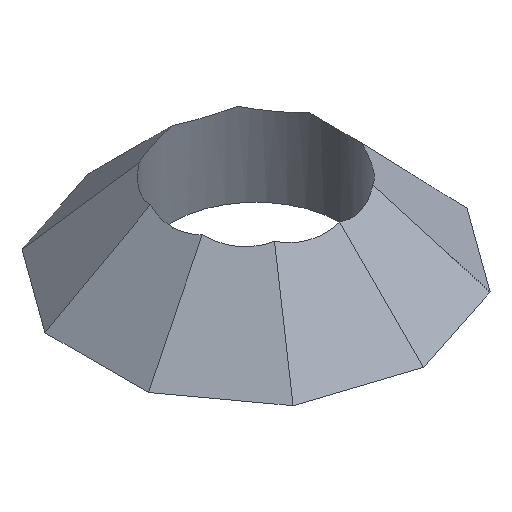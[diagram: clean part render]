
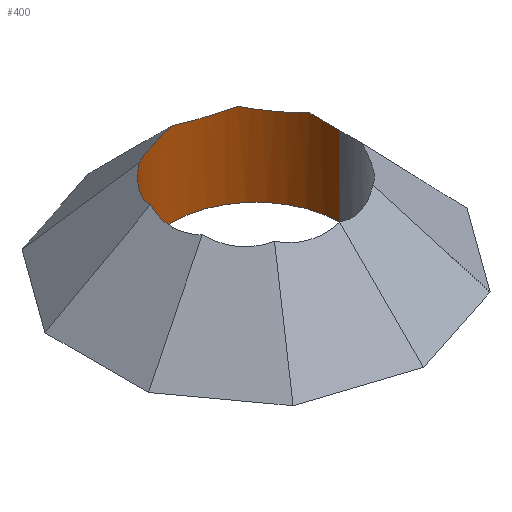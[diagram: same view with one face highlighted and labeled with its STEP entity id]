
A CAD part, isometric view. The second image highlights one B-rep face of the part: STEP entity #400.
In plain terms, the highlighted cylindrical face has radius 5 mm (diameter 10 mm), a partial arc.
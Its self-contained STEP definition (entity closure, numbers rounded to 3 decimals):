
#138=CARTESIAN_POINT('POINT11',(-5.,0.,
   -5.));
#139=VERTEX_POINT('VERTEX11',#138);
#140=CARTESIAN_POINT('POINT12',(5.,0.,
   -5.));
#141=VERTEX_POINT('VERTEX12',#140);
#142=CARTESIAN_POINT('POS18',(0.,0.,-5.));
#143=DIRECTION('DIR26',(0.,0.,1.));
#144=DIRECTION('DIR27',(1.,0.,0.));
#145=AXIS2_PLACEMENT_3D('AXIS9',#142,#143,#144);
#146=CIRCLE('ELLIPSE5',#145,5.);
#149=EDGE_CURVE('EDGE15',#141,#139,#146,.T.);
#211=CARTESIAN_POINT('POINT18',(-5.,0.,
   -0.257));
#212=VERTEX_POINT('VERTEX18',#211);
#213=CARTESIAN_POINT('POS26',(0.,0.,5.));
#214=DIRECTION('DIR36',(0.725,0.,
   -0.689));
#215=DIRECTION('DIR37',(0.689,0.,
   0.725));
#216=AXIS2_PLACEMENT_3D('AXIS11',#213,#214,#215);
#217=ELLIPSE('ELLIPSE6',#216,7.255,5.);
#220=CARTESIAN_POINT('POINT19',(-4.755,
   1.545,0.));
#221=VERTEX_POINT('VERTEX19',#220);
#222=EDGE_CURVE('EDGE23',#212,#221,#217,.T.);
#240=CARTESIAN_POINT('POINT20',(-2.939,
   4.045,0.));
#241=VERTEX_POINT('VERTEX20',#240);
#242=CARTESIAN_POINT('POS29',(0.,0.,5.));
#243=DIRECTION('DIR41',(0.586,-0.426,
   -0.689));
#244=DIRECTION('DIR42',(0.558,-0.405,
   0.725));
#245=AXIS2_PLACEMENT_3D('AXIS13',#242,#243,#244);
#246=ELLIPSE('ELLIPSE7',#245,7.255,5.);
#247=EDGE_CURVE('EDGE25',#221,#241,#246,.T.);
#265=CARTESIAN_POINT('POINT21',(0.,5.,0.
   ));
#266=VERTEX_POINT('VERTEX21',#265);
#267=CARTESIAN_POINT('POS32',(0.,0.,5.));
#268=DIRECTION('DIR46',(0.224,-0.689,
   -0.689));
#269=DIRECTION('DIR47',(0.213,-0.655,
   0.725));
#270=AXIS2_PLACEMENT_3D('AXIS15',#267,#268,#269);
#271=ELLIPSE('ELLIPSE8',#270,7.255,5.);
#272=EDGE_CURVE('EDGE27',#241,#266,#271,.T.);
#290=CARTESIAN_POINT('POINT22',(2.939,
   4.045,0.));
#291=VERTEX_POINT('VERTEX22',#290);
#292=CARTESIAN_POINT('POS35',(0.,0.,5.));
#293=DIRECTION('DIR51',(-0.224,-0.689,
   -0.689));
#294=DIRECTION('DIR52',(0.213,0.655,
   -0.725));
#295=AXIS2_PLACEMENT_3D('AXIS17',#292,#293,#294);
#296=ELLIPSE('ELLIPSE9',#295,7.255,5.);
#297=EDGE_CURVE('EDGE29',#266,#291,#296,.T.);
#315=CARTESIAN_POINT('POINT23',(4.755,
   1.545,0.));
#316=VERTEX_POINT('VERTEX23',#315);
#317=CARTESIAN_POINT('POS38',(0.,0.,5.));
#318=DIRECTION('DIR56',(-0.586,-0.426,
   -0.689));
#319=DIRECTION('DIR57',(0.558,0.405,
   -0.725));
#320=AXIS2_PLACEMENT_3D('AXIS19',#317,#318,#319);
#321=ELLIPSE('ELLIPSE10',#320,7.255,5.);
#322=EDGE_CURVE('EDGE31',#291,#316,#321,.T.);
#340=CARTESIAN_POINT('POINT24',(5.,0.,
   -0.257));
#341=VERTEX_POINT('VERTEX24',#340);
#342=CARTESIAN_POINT('POS41',(0.,0.,5.));
#343=DIRECTION('DIR61',(-0.725,0.,
   -0.689));
#344=DIRECTION('DIR62',(0.689,0.,
   -0.725));
#345=AXIS2_PLACEMENT_3D('AXIS21',#342,#343,#344);
#346=ELLIPSE('ELLIPSE11',#345,7.255,5.);
#347=EDGE_CURVE('EDGE33',#316,#341,#346,.T.);
#362=CARTESIAN_POINT('POS43',(5.,0.,0.))
   ;
#363=DIRECTION('DIR65',(0.,0.,-1.));
#364=VECTOR('VEC21',#363,1.);
#365=LINE('STRAIGHT21',#362,#364);
#366=EDGE_CURVE('EDGE35',#341,#141,#365,.T.);
#369=CARTESIAN_POINT('POS44',(-5.,0.,0.))
   ;
#370=DIRECTION('DIR66',(0.,0.,1.));
#371=VECTOR('VEC22',#370,1.);
#372=LINE('STRAIGHT22',#369,#371);
#373=EDGE_CURVE('EDGE36',#139,#212,#372,.T.);
#383=CARTESIAN_POINT('POS45',(0.,0.,0.));
#384=DIRECTION('DIR67',(0.,0.,1.));
#385=DIRECTION('DIR68',(1.,0.,0.));
#386=AXIS2_PLACEMENT_3D('AXIS23',#383,#384,#385);
#387=CYLINDRICAL_SURFACE('CONE_SURF1',#386,5.);
#389=ORIENTED_EDGE('COEDGE64',*,*,#366,.F.);
#390=ORIENTED_EDGE('COEDGE65',*,*,#347,.F.);
#391=ORIENTED_EDGE('COEDGE66',*,*,#322,.F.);
#392=ORIENTED_EDGE('COEDGE67',*,*,#297,.F.);
#393=ORIENTED_EDGE('COEDGE68',*,*,#272,.F.);
#394=ORIENTED_EDGE('COEDGE69',*,*,#247,.F.);
#395=ORIENTED_EDGE('COEDGE70',*,*,#222,.F.);
#396=ORIENTED_EDGE('COEDGE71',*,*,#373,.F.);
#397=ORIENTED_EDGE('COEDGE72',*,*,#149,.F.);
#398=EDGE_LOOP('NONE',(#389,#390,#391,#392,#393,#394,#395,#396,#397));
#399=FACE_BOUND('LOOP1',#398,.T.);
#400=ADVANCED_FACE('FACE13',(#399),#387,.F.);
